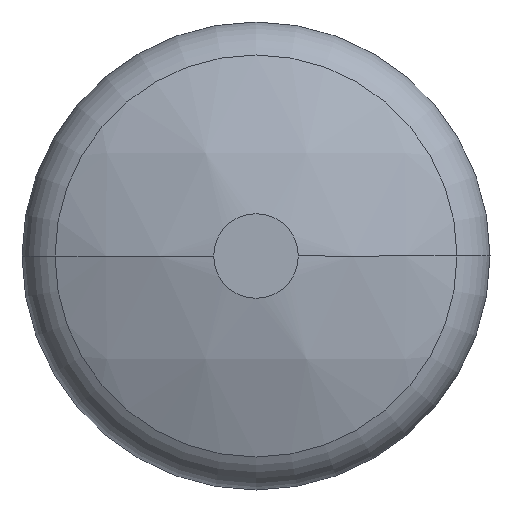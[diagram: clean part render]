
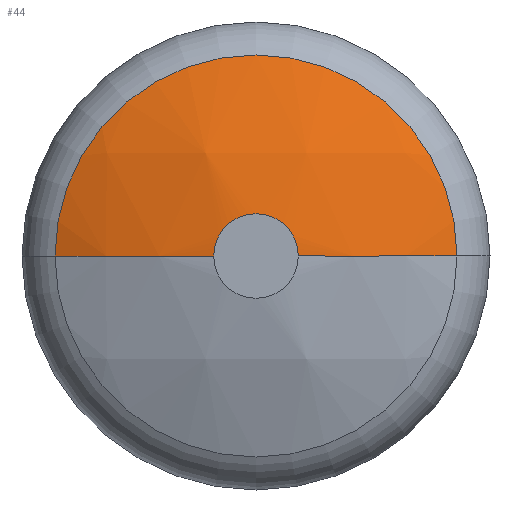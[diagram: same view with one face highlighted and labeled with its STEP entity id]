
A CAD part, left-side view. The second image highlights one B-rep face of the part: STEP entity #44.
In plain terms, the highlighted spherical face has radius 16.2 mm.
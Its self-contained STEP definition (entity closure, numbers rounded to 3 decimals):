
#6 = EDGE_CURVE ( 'NONE', #14, #42, #531, .T. ) ;
#7 = VERTEX_POINT ( 'NONE', #546 ) ;
#10 = EDGE_CURVE ( 'NONE', #42, #7, #379, .T. ) ;
#12 = VERTEX_POINT ( 'NONE', #372 ) ;
#14 = VERTEX_POINT ( 'NONE', #450 ) ;
#40 = EDGE_CURVE ( 'NONE', #7, #12, #568, .T. ) ;
#42 = VERTEX_POINT ( 'NONE', #566 ) ;
#44 = ADVANCED_FACE ( 'NONE', ( #557 ), #460, .T. ) ;
#45 = ORIENTED_EDGE ( 'NONE', *, *, #10, .T. ) ;
#46 = ORIENTED_EDGE ( 'NONE', *, *, #6, .T. ) ;
#47 = EDGE_LOOP ( 'NONE', ( #46, #45, #53, #54 ) ) ;
#51 = EDGE_CURVE ( 'NONE', #14, #12, #525, .T. ) ;
#53 = ORIENTED_EDGE ( 'NONE', *, *, #40, .T. ) ;
#54 = ORIENTED_EDGE ( 'NONE', *, *, #51, .F. ) ;
#372 = CARTESIAN_POINT ( 'NONE',  ( -33.995, 6.959, 0. ) ) ;
#379 = CIRCLE ( 'NONE', #456, 16.2 ) ;
#450 = CARTESIAN_POINT ( 'NONE',  ( -35.5, 1.463, 0. ) ) ;
#453 = DIRECTION ( 'NONE',  ( 0., -1., 0. ) ) ;
#454 = DIRECTION ( 'NONE',  ( 0., 0., 1. ) ) ;
#455 = CARTESIAN_POINT ( 'NONE',  ( -19.366, 0., 0. ) ) ;
#456 = AXIS2_PLACEMENT_3D ( 'NONE', #455, #454, #453 ) ;
#460 = SPHERICAL_SURFACE ( 'NONE', #465, 16.2 ) ;
#464 = AXIS2_PLACEMENT_3D ( 'NONE', #565, #564, #563 ) ;
#465 = AXIS2_PLACEMENT_3D ( 'NONE', #561, #522, #521 ) ;
#513 = DIRECTION ( 'NONE',  ( -1., 0., 0. ) ) ;
#514 = DIRECTION ( 'NONE',  ( 0., 0., -1. ) ) ;
#515 = CARTESIAN_POINT ( 'NONE',  ( -19.366, 0., 0. ) ) ;
#516 = AXIS2_PLACEMENT_3D ( 'NONE', #515, #514, #513 ) ;
#521 = DIRECTION ( 'NONE',  ( 0., 1., 0. ) ) ;
#522 = DIRECTION ( 'NONE',  ( 0., 0., 1. ) ) ;
#525 = CIRCLE ( 'NONE', #516, 16.2 ) ;
#527 = DIRECTION ( 'NONE',  ( 0., 1., 0. ) ) ;
#528 = DIRECTION ( 'NONE',  ( 1., 0., 0. ) ) ;
#529 = CARTESIAN_POINT ( 'NONE',  ( -35.5, 0., 0. ) ) ;
#530 = AXIS2_PLACEMENT_3D ( 'NONE', #529, #528, #527 ) ;
#531 = CIRCLE ( 'NONE', #530, 1.463 ) ;
#546 = CARTESIAN_POINT ( 'NONE',  ( -33.995, -6.959, 0. ) ) ;
#557 = FACE_OUTER_BOUND ( 'NONE', #47, .T. ) ;
#561 = CARTESIAN_POINT ( 'NONE',  ( -19.366, 0., 0. ) ) ;
#563 = DIRECTION ( 'NONE',  ( 0., 1., 0. ) ) ;
#564 = DIRECTION ( 'NONE',  ( -1., 0., 0. ) ) ;
#565 = CARTESIAN_POINT ( 'NONE',  ( -33.995, 0., 0. ) ) ;
#566 = CARTESIAN_POINT ( 'NONE',  ( -35.5, -1.463, 0. ) ) ;
#568 = CIRCLE ( 'NONE', #464, 6.959 ) ;
